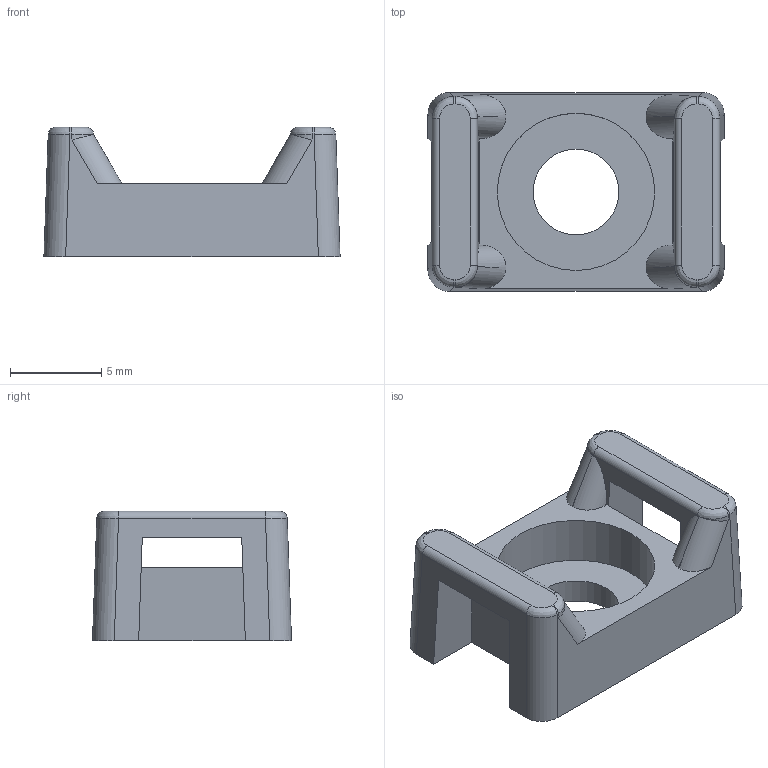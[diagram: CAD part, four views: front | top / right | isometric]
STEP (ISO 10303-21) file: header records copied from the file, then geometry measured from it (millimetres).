
FILE_DESCRIPTION(/* description */ (''),/* implementation_level */ '2;1');
FILE_NAME(/* name */ 'PANDUIT_TM2S8-71',/* time_stamp */ '2011-03-11T10:01:36-06:00',/* author */ (''),/* organization */ (''),/* preprocessor_version */ 'ST-DEVELOPER v9',/* originating_system */ 'UGS - NX 3.0',/* authorisation */ '');
FILE_SCHEMA (('CONFIG_CONTROL_DESIGN'));
Length unit declared in the file: inch
Products named in the file (1): bwg0C1Cwhoe
Bounding box: 16.26 x 10.92 x 7.11 mm (x, y, z)
Volume: 509.4 mm3; surface area: 768.3 mm2
Topology: 1 solids, 1 shells, 61 faces, 168 edges, 106 vertices
Faces by surface type: plane 27, cylinder 26, bspline 8
Full cylindrical faces by diameter (mm): 4.699 x1, 8.636 x1
Entity records: 2070 total; most frequent: CARTESIAN_POINT 430, ORIENTED_EDGE 328, DIRECTION 328, EDGE_CURVE 164, AXIS2_PLACEMENT_3D 114, VERTEX_POINT 104, LINE 100, VECTOR 100
